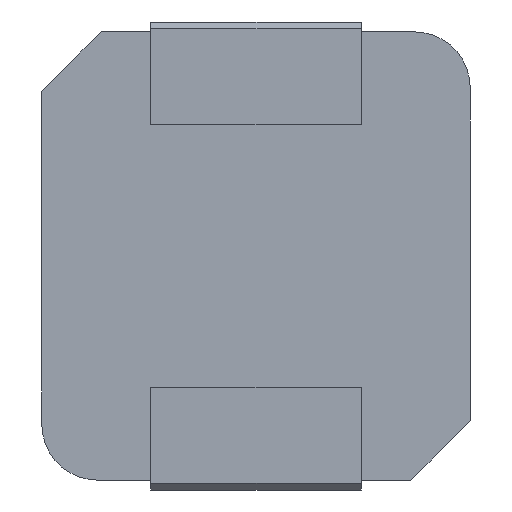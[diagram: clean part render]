
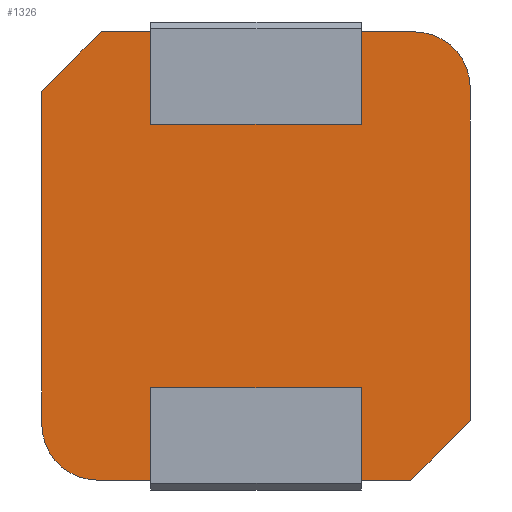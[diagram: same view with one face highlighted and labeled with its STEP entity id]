
A CAD part, front view. The second image highlights one B-rep face of the part: STEP entity #1326.
In plain terms, the highlighted planar face has unit normal (0, -1, 0).
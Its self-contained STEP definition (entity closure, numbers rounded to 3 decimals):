
#7 = DIRECTION ( 'NONE',  ( 0., 0., -1. ) ) ;
#17 = DIRECTION ( 'NONE',  ( 0., 0., 1. ) ) ;
#18 = VERTEX_POINT ( 'NONE', #494 ) ;
#42 = ORIENTED_EDGE ( 'NONE', *, *, #327, .T. ) ;
#54 = EDGE_CURVE ( 'NONE', #461, #1430, #456, .T. ) ;
#80 = VERTEX_POINT ( 'NONE', #747 ) ;
#86 = FACE_OUTER_BOUND ( 'NONE', #772, .T. ) ;
#112 = ORIENTED_EDGE ( 'NONE', *, *, #249, .T. ) ;
#136 = CARTESIAN_POINT ( 'NONE',  ( 0., 0., 0. ) ) ;
#140 = DIRECTION ( 'NONE',  ( 0., -1., 0. ) ) ;
#162 = DIRECTION ( 'NONE',  ( 1., 0., 0. ) ) ;
#171 = VERTEX_POINT ( 'NONE', #767 ) ;
#190 = VERTEX_POINT ( 'NONE', #1379 ) ;
#201 = CARTESIAN_POINT ( 'NONE',  ( -1.6, 0., 2. ) ) ;
#203 = DIRECTION ( 'NONE',  ( 1., 0., 0. ) ) ;
#229 = EDGE_CURVE ( 'NONE', #1413, #967, #289, .T. ) ;
#249 = EDGE_CURVE ( 'NONE', #1337, #171, #783, .T. ) ;
#250 = CARTESIAN_POINT ( 'NONE',  ( -2.35, 0., 3.4 ) ) ;
#289 = LINE ( 'NONE', #290, #1460 ) ;
#290 = CARTESIAN_POINT ( 'NONE',  ( 3.25, 0., 3.4 ) ) ;
#296 = DIRECTION ( 'NONE',  ( 0., -1., 0. ) ) ;
#316 = VERTEX_POINT ( 'NONE', #320 ) ;
#320 = CARTESIAN_POINT ( 'NONE',  ( 1.6, 0., 3.4 ) ) ;
#322 = LINE ( 'NONE', #827, #917 ) ;
#327 = EDGE_CURVE ( 'NONE', #868, #190, #1277, .T. ) ;
#341 = EDGE_CURVE ( 'NONE', #18, #80, #1442, .T. ) ;
#348 = ORIENTED_EDGE ( 'NONE', *, *, #1005, .F. ) ;
#349 = ORIENTED_EDGE ( 'NONE', *, *, #341, .F. ) ;
#357 = VECTOR ( 'NONE', #463, 1000. ) ;
#389 = DIRECTION ( 'NONE',  ( -1., 0., 0. ) ) ;
#404 = DIRECTION ( 'NONE',  ( 0., 0., -1. ) ) ;
#420 = EDGE_CURVE ( 'NONE', #1087, #615, #1494, .T. ) ;
#443 = CARTESIAN_POINT ( 'NONE',  ( -3.25, 0., 3.4 ) ) ;
#456 = LINE ( 'NONE', #627, #722 ) ;
#458 = DIRECTION ( 'NONE',  ( 0., 0., 1. ) ) ;
#461 = VERTEX_POINT ( 'NONE', #679 ) ;
#463 = DIRECTION ( 'NONE',  ( 0., 0., -1. ) ) ;
#494 = CARTESIAN_POINT ( 'NONE',  ( -1.6, 0., 2. ) ) ;
#504 = CARTESIAN_POINT ( 'NONE',  ( -3.25, 0., -2.55 ) ) ;
#541 = VECTOR ( 'NONE', #1283, 1000. ) ;
#543 = DIRECTION ( 'NONE',  ( 0., -1., 0. ) ) ;
#575 = CARTESIAN_POINT ( 'NONE',  ( -3.25, 0., -3.4 ) ) ;
#589 = EDGE_CURVE ( 'NONE', #1340, #615, #719, .T. ) ;
#596 = VECTOR ( 'NONE', #458, 1000. ) ;
#615 = VERTEX_POINT ( 'NONE', #870 ) ;
#627 = CARTESIAN_POINT ( 'NONE',  ( -1.6, 0., -3.55 ) ) ;
#634 = EDGE_CURVE ( 'NONE', #1428, #18, #1177, .T. ) ;
#662 = CARTESIAN_POINT ( 'NONE',  ( -2.875, 0., 2.875 ) ) ;
#679 = CARTESIAN_POINT ( 'NONE',  ( -1.6, 0., -3.4 ) ) ;
#682 = DIRECTION ( 'NONE',  ( 1., 0., 0. ) ) ;
#688 = VECTOR ( 'NONE', #389, 1000. ) ;
#690 = ORIENTED_EDGE ( 'NONE', *, *, #1264, .T. ) ;
#718 = LINE ( 'NONE', #942, #1294 ) ;
#719 = LINE ( 'NONE', #742, #688 ) ;
#722 = VECTOR ( 'NONE', #17, 1000. ) ;
#742 = CARTESIAN_POINT ( 'NONE',  ( -3.25, 0., -3.4 ) ) ;
#747 = CARTESIAN_POINT ( 'NONE',  ( 1.6, 0., 2. ) ) ;
#763 = LINE ( 'NONE', #925, #541 ) ;
#767 = CARTESIAN_POINT ( 'NONE',  ( -2.4, 0., -3.4 ) ) ;
#771 = CARTESIAN_POINT ( 'NONE',  ( 2.4, 0., 2.55 ) ) ;
#772 = EDGE_LOOP ( 'NONE', ( #1463, #112, #928, #1495, #1286, #1503, #1407, #690, #1042, #885, #348, #1133, #349, #1112, #811, #42 ) ) ;
#783 = CIRCLE ( 'NONE', #1522, 0.85 ) ;
#786 = DIRECTION ( 'NONE',  ( -0.707, 0., -0.707 ) ) ;
#796 = EDGE_CURVE ( 'NONE', #1430, #1087, #859, .T. ) ;
#799 = LINE ( 'NONE', #443, #596 ) ;
#805 = CARTESIAN_POINT ( 'NONE',  ( 3.25, 0., -2.5 ) ) ;
#807 = EDGE_CURVE ( 'NONE', #1413, #1222, #973, .T. ) ;
#811 = ORIENTED_EDGE ( 'NONE', *, *, #1546, .F. ) ;
#814 = CARTESIAN_POINT ( 'NONE',  ( 1.6, 0., -2. ) ) ;
#824 = VECTOR ( 'NONE', #7, 1000. ) ;
#826 = VECTOR ( 'NONE', #682, 1000. ) ;
#827 = CARTESIAN_POINT ( 'NONE',  ( 2.875, 0., -2.875 ) ) ;
#843 = VECTOR ( 'NONE', #1533, 1000. ) ;
#859 = LINE ( 'NONE', #1109, #1475 ) ;
#868 = VERTEX_POINT ( 'NONE', #250 ) ;
#870 = CARTESIAN_POINT ( 'NONE',  ( 1.6, 0., -3.4 ) ) ;
#885 = ORIENTED_EDGE ( 'NONE', *, *, #807, .T. ) ;
#906 = DIRECTION ( 'NONE',  ( 0., 0., -1. ) ) ;
#917 = VECTOR ( 'NONE', #1067, 1000. ) ;
#925 = CARTESIAN_POINT ( 'NONE',  ( 1.6, 0., 3.55 ) ) ;
#928 = ORIENTED_EDGE ( 'NONE', *, *, #1079, .F. ) ;
#942 = CARTESIAN_POINT ( 'NONE',  ( -3.25, 0., 3.4 ) ) ;
#954 = EDGE_CURVE ( 'NONE', #80, #316, #763, .T. ) ;
#967 = VERTEX_POINT ( 'NONE', #805 ) ;
#969 = EDGE_CURVE ( 'NONE', #1337, #190, #799, .T. ) ;
#973 = CIRCLE ( 'NONE', #1383, 0.85 ) ;
#989 = VECTOR ( 'NONE', #203, 1000. ) ;
#1005 = EDGE_CURVE ( 'NONE', #316, #1222, #718, .T. ) ;
#1015 = LINE ( 'NONE', #575, #843 ) ;
#1042 = ORIENTED_EDGE ( 'NONE', *, *, #229, .F. ) ;
#1065 = DIRECTION ( 'NONE',  ( 1., 0., 0. ) ) ;
#1067 = DIRECTION ( 'NONE',  ( 0.707, 0., 0.707 ) ) ;
#1079 = EDGE_CURVE ( 'NONE', #461, #171, #1015, .T. ) ;
#1087 = VERTEX_POINT ( 'NONE', #814 ) ;
#1107 = CARTESIAN_POINT ( 'NONE',  ( 2.35, 0., -3.4 ) ) ;
#1109 = CARTESIAN_POINT ( 'NONE',  ( -1.6, 0., -2. ) ) ;
#1112 = ORIENTED_EDGE ( 'NONE', *, *, #634, .F. ) ;
#1129 = DIRECTION ( 'NONE',  ( 0., 0., -1. ) ) ;
#1133 = ORIENTED_EDGE ( 'NONE', *, *, #954, .F. ) ;
#1177 = LINE ( 'NONE', #1211, #824 ) ;
#1202 = DIRECTION ( 'NONE',  ( 0., 0., -1. ) ) ;
#1211 = CARTESIAN_POINT ( 'NONE',  ( -1.6, 0., 3.55 ) ) ;
#1222 = VERTEX_POINT ( 'NONE', #1434 ) ;
#1237 = CARTESIAN_POINT ( 'NONE',  ( -1.6, 0., -2. ) ) ;
#1264 = EDGE_CURVE ( 'NONE', #1340, #967, #322, .T. ) ;
#1277 = LINE ( 'NONE', #662, #1425 ) ;
#1283 = DIRECTION ( 'NONE',  ( 0., 0., 1. ) ) ;
#1286 = ORIENTED_EDGE ( 'NONE', *, *, #796, .T. ) ;
#1294 = VECTOR ( 'NONE', #1065, 1000. ) ;
#1325 = AXIS2_PLACEMENT_3D ( 'NONE', #136, #140, #1202 ) ;
#1326 = ADVANCED_FACE ( 'NONE', ( #86 ), #1443, .T. ) ;
#1337 = VERTEX_POINT ( 'NONE', #504 ) ;
#1340 = VERTEX_POINT ( 'NONE', #1107 ) ;
#1363 = CARTESIAN_POINT ( 'NONE',  ( -1.6, 0., 3.4 ) ) ;
#1369 = CARTESIAN_POINT ( 'NONE',  ( 3.25, 0., 2.55 ) ) ;
#1379 = CARTESIAN_POINT ( 'NONE',  ( -3.25, 0., 2.5 ) ) ;
#1383 = AXIS2_PLACEMENT_3D ( 'NONE', #771, #296, #1129 ) ;
#1401 = LINE ( 'NONE', #1506, #989 ) ;
#1407 = ORIENTED_EDGE ( 'NONE', *, *, #589, .F. ) ;
#1409 = CARTESIAN_POINT ( 'NONE',  ( 1.6, 0., -3.55 ) ) ;
#1413 = VERTEX_POINT ( 'NONE', #1369 ) ;
#1425 = VECTOR ( 'NONE', #786, 1000. ) ;
#1428 = VERTEX_POINT ( 'NONE', #1363 ) ;
#1430 = VERTEX_POINT ( 'NONE', #1237 ) ;
#1434 = CARTESIAN_POINT ( 'NONE',  ( 2.4, 0., 3.4 ) ) ;
#1442 = LINE ( 'NONE', #201, #826 ) ;
#1443 = PLANE ( 'NONE',  #1325 ) ;
#1460 = VECTOR ( 'NONE', #404, 1000. ) ;
#1463 = ORIENTED_EDGE ( 'NONE', *, *, #969, .F. ) ;
#1475 = VECTOR ( 'NONE', #162, 1000. ) ;
#1494 = LINE ( 'NONE', #1409, #357 ) ;
#1495 = ORIENTED_EDGE ( 'NONE', *, *, #54, .T. ) ;
#1503 = ORIENTED_EDGE ( 'NONE', *, *, #420, .T. ) ;
#1506 = CARTESIAN_POINT ( 'NONE',  ( -3.25, 0., 3.4 ) ) ;
#1508 = CARTESIAN_POINT ( 'NONE',  ( -2.4, 0., -2.55 ) ) ;
#1522 = AXIS2_PLACEMENT_3D ( 'NONE', #1508, #543, #906 ) ;
#1533 = DIRECTION ( 'NONE',  ( -1., 0., 0. ) ) ;
#1546 = EDGE_CURVE ( 'NONE', #868, #1428, #1401, .T. ) ;
